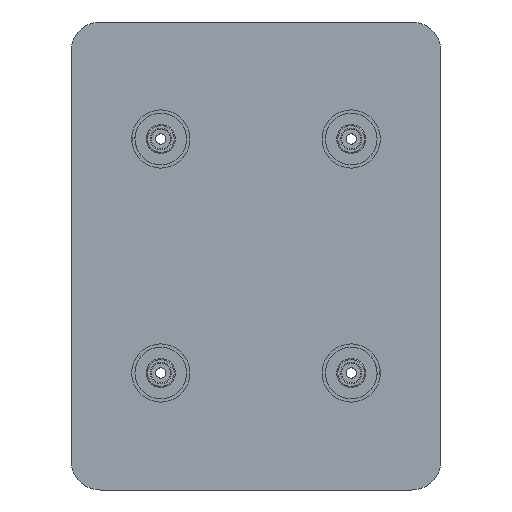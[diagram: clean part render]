
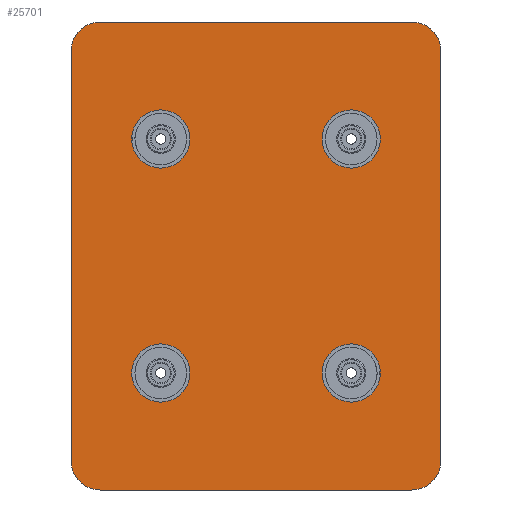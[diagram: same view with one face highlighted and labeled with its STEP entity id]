
A CAD part, left-side view. The second image highlights one B-rep face of the part: STEP entity #25701.
In plain terms, the highlighted planar face has unit normal (-1, 0, 0).
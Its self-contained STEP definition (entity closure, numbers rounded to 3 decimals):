
#231 = EDGE_CURVE ( 'NONE', #29737, #38807, #30700, .T. ) ;
#289 = CARTESIAN_POINT ( 'NONE',  ( -97.85, -28.6, -49.8 ) ) ;
#307 = LINE ( 'NONE', #34397, #27166 ) ;
#415 = DIRECTION ( 'NONE',  ( -1., 0., 0. ) ) ;
#734 = CARTESIAN_POINT ( 'NONE',  ( -97.85, 24.1, -54.3 ) ) ;
#1200 = AXIS2_PLACEMENT_3D ( 'NONE', #37305, #30438, #12717 ) ;
#1450 = EDGE_CURVE ( 'NONE', #5966, #34392, #21337, .T. ) ;
#1925 = EDGE_CURVE ( 'NONE', #28178, #32759, #21850, .T. ) ;
#1988 = DIRECTION ( 'NONE',  ( 0., 0., 1. ) ) ;
#2296 = CIRCLE ( 'NONE', #35005, 4.5 ) ;
#2363 = DIRECTION ( 'NONE',  ( 0., 0., 1. ) ) ;
#2559 = DIRECTION ( 'NONE',  ( -1., 0., 0. ) ) ;
#2756 = CARTESIAN_POINT ( 'NONE',  ( -97.85, -14.73, -40.7 ) ) ;
#3162 = EDGE_CURVE ( 'NONE', #35399, #3331, #32716, .T. ) ;
#3331 = VERTEX_POINT ( 'NONE', #17511 ) ;
#3565 = AXIS2_PLACEMENT_3D ( 'NONE', #25978, #19415, #43834 ) ;
#3876 = EDGE_CURVE ( 'NONE', #8021, #33918, #32625, .T. ) ;
#3957 = ORIENTED_EDGE ( 'NONE', *, *, #27600, .T. ) ;
#4470 = EDGE_CURVE ( 'NONE', #34688, #11415, #28239, .T. ) ;
#4677 = EDGE_LOOP ( 'NONE', ( #40870, #42085 ) ) ;
#4770 = AXIS2_PLACEMENT_3D ( 'NONE', #9426, #9724, #41034 ) ;
#4866 = CARTESIAN_POINT ( 'NONE',  ( -97.85, 14.73, 0. ) ) ;
#4941 = CARTESIAN_POINT ( 'NONE',  ( -97.85, 24.1, -49.8 ) ) ;
#5966 = VERTEX_POINT ( 'NONE', #2756 ) ;
#6082 = CARTESIAN_POINT ( 'NONE',  ( -97.85, 24.1, 13.6 ) ) ;
#6414 = LINE ( 'NONE', #32061, #44694 ) ;
#7400 = AXIS2_PLACEMENT_3D ( 'NONE', #4866, #22171, #36066 ) ;
#7676 = EDGE_LOOP ( 'NONE', ( #22912, #3957, #31680, #35776, #34740, #21236, #9803, #15702 ) ) ;
#7831 = CARTESIAN_POINT ( 'NONE',  ( -97.85, -14.73, -31.7 ) ) ;
#8021 = VERTEX_POINT ( 'NONE', #31603 ) ;
#8348 = DIRECTION ( 'NONE',  ( 0., 0., 1. ) ) ;
#8964 = ORIENTED_EDGE ( 'NONE', *, *, #43145, .T. ) ;
#9426 = CARTESIAN_POINT ( 'NONE',  ( -97.85, 14.73, 0. ) ) ;
#9724 = DIRECTION ( 'NONE',  ( 1., 0., 0. ) ) ;
#9803 = ORIENTED_EDGE ( 'NONE', *, *, #38992, .T. ) ;
#10641 = EDGE_CURVE ( 'NONE', #44042, #44648, #307, .T. ) ;
#10814 = CIRCLE ( 'NONE', #25221, 4.5 ) ;
#10850 = AXIS2_PLACEMENT_3D ( 'NONE', #16957, #13141, #37714 ) ;
#10877 = DIRECTION ( 'NONE',  ( 0., 0., 1. ) ) ;
#11108 = DIRECTION ( 'NONE',  ( 0., -1., 0. ) ) ;
#11415 = VERTEX_POINT ( 'NONE', #25022 ) ;
#11916 = LINE ( 'NONE', #32604, #29417 ) ;
#12717 = DIRECTION ( 'NONE',  ( 0., 0., 1. ) ) ;
#12744 = CARTESIAN_POINT ( 'NONE',  ( -97.85, 14.73, -36.2 ) ) ;
#13141 = DIRECTION ( 'NONE',  ( -1., 0., 0. ) ) ;
#13260 = EDGE_CURVE ( 'NONE', #3331, #35399, #15097, .T. ) ;
#14392 = DIRECTION ( 'NONE',  ( -1., 0., 0. ) ) ;
#14498 = EDGE_CURVE ( 'NONE', #15755, #28178, #24850, .T. ) ;
#15097 = CIRCLE ( 'NONE', #7400, 4.5 ) ;
#15221 = DIRECTION ( 'NONE',  ( -1., 0., 0. ) ) ;
#15506 = DIRECTION ( 'NONE',  ( 0., 0., 1. ) ) ;
#15524 = DIRECTION ( 'NONE',  ( 1., 0., 0. ) ) ;
#15583 = VECTOR ( 'NONE', #30976, 1000. ) ;
#15702 = ORIENTED_EDGE ( 'NONE', *, *, #231, .T. ) ;
#15755 = VERTEX_POINT ( 'NONE', #734 ) ;
#15843 = EDGE_CURVE ( 'NONE', #33918, #8021, #42774, .T. ) ;
#16173 = PLANE ( 'NONE',  #23419 ) ;
#16935 = CARTESIAN_POINT ( 'NONE',  ( -97.85, 28.6, -54.3 ) ) ;
#16957 = CARTESIAN_POINT ( 'NONE',  ( -97.85, -24.1, 13.6 ) ) ;
#17511 = CARTESIAN_POINT ( 'NONE',  ( -97.85, 14.73, -4.5 ) ) ;
#18587 = AXIS2_PLACEMENT_3D ( 'NONE', #34874, #42342, #10877 ) ;
#19208 = AXIS2_PLACEMENT_3D ( 'NONE', #35127, #415, #38659 ) ;
#19415 = DIRECTION ( 'NONE',  ( -1., 0., 0. ) ) ;
#19605 = ORIENTED_EDGE ( 'NONE', *, *, #3162, .T. ) ;
#20455 = CIRCLE ( 'NONE', #26836, 4.5 ) ;
#20461 = CARTESIAN_POINT ( 'NONE',  ( -97.85, -14.73, -4.5 ) ) ;
#20569 = EDGE_LOOP ( 'NONE', ( #36517, #31901 ) ) ;
#21236 = ORIENTED_EDGE ( 'NONE', *, *, #1925, .T. ) ;
#21337 = CIRCLE ( 'NONE', #1200, 4.5 ) ;
#21850 = CIRCLE ( 'NONE', #3565, 4.5 ) ;
#21936 = EDGE_CURVE ( 'NONE', #44648, #15755, #20455, .T. ) ;
#22171 = DIRECTION ( 'NONE',  ( 1., 0., 0. ) ) ;
#22454 = FACE_BOUND ( 'NONE', #4677, .T. ) ;
#22793 = CARTESIAN_POINT ( 'NONE',  ( -97.85, 14.73, -31.7 ) ) ;
#22912 = ORIENTED_EDGE ( 'NONE', *, *, #33617, .F. ) ;
#22985 = FACE_BOUND ( 'NONE', #20569, .T. ) ;
#23151 = CARTESIAN_POINT ( 'NONE',  ( -97.85, 28.6, -49.8 ) ) ;
#23225 = EDGE_LOOP ( 'NONE', ( #44213, #8964 ) ) ;
#23419 = AXIS2_PLACEMENT_3D ( 'NONE', #36784, #33413, #2363 ) ;
#24850 = LINE ( 'NONE', #16935, #15583 ) ;
#24901 = CARTESIAN_POINT ( 'NONE',  ( -97.85, -14.73, 0. ) ) ;
#25022 = CARTESIAN_POINT ( 'NONE',  ( -97.85, 14.73, -40.7 ) ) ;
#25159 = FACE_BOUND ( 'NONE', #29679, .T. ) ;
#25221 = AXIS2_PLACEMENT_3D ( 'NONE', #6082, #2559, #34044 ) ;
#25701 = ADVANCED_FACE ( 'NONE', ( #44845, #25159, #22454, #34466, #22985 ), #16173, .T. ) ;
#25978 = CARTESIAN_POINT ( 'NONE',  ( -97.85, -24.1, -49.8 ) ) ;
#26509 = AXIS2_PLACEMENT_3D ( 'NONE', #24901, #14392, #42317 ) ;
#26836 = AXIS2_PLACEMENT_3D ( 'NONE', #4941, #15221, #43301 ) ;
#27072 = DIRECTION ( 'NONE',  ( 0., 0., -1. ) ) ;
#27166 = VECTOR ( 'NONE', #27072, 1000. ) ;
#27600 = EDGE_CURVE ( 'NONE', #31521, #44042, #10814, .T. ) ;
#28178 = VERTEX_POINT ( 'NONE', #44699 ) ;
#28239 = CIRCLE ( 'NONE', #18587, 4.5 ) ;
#29020 = EDGE_CURVE ( 'NONE', #11415, #34688, #38412, .T. ) ;
#29417 = VECTOR ( 'NONE', #15506, 1000. ) ;
#29679 = EDGE_LOOP ( 'NONE', ( #19605, #30800 ) ) ;
#29737 = VERTEX_POINT ( 'NONE', #40179 ) ;
#30310 = DIRECTION ( 'NONE',  ( -1., 0., 0. ) ) ;
#30438 = DIRECTION ( 'NONE',  ( 1., 0., 0. ) ) ;
#30700 = CIRCLE ( 'NONE', #10850, 4.5 ) ;
#30800 = ORIENTED_EDGE ( 'NONE', *, *, #13260, .T. ) ;
#30976 = DIRECTION ( 'NONE',  ( 0., -1., 0. ) ) ;
#31521 = VERTEX_POINT ( 'NONE', #41905 ) ;
#31603 = CARTESIAN_POINT ( 'NONE',  ( -97.85, -14.73, 4.5 ) ) ;
#31680 = ORIENTED_EDGE ( 'NONE', *, *, #10641, .T. ) ;
#31901 = ORIENTED_EDGE ( 'NONE', *, *, #3876, .F. ) ;
#32061 = CARTESIAN_POINT ( 'NONE',  ( -97.85, 28.6, 18.1 ) ) ;
#32604 = CARTESIAN_POINT ( 'NONE',  ( -97.85, -28.6, -36.2 ) ) ;
#32625 = CIRCLE ( 'NONE', #19208, 4.5 ) ;
#32716 = CIRCLE ( 'NONE', #4770, 4.5 ) ;
#32759 = VERTEX_POINT ( 'NONE', #289 ) ;
#32923 = CARTESIAN_POINT ( 'NONE',  ( -97.85, -14.73, -36.2 ) ) ;
#33413 = DIRECTION ( 'NONE',  ( -1., 0., 0. ) ) ;
#33617 = EDGE_CURVE ( 'NONE', #31521, #38807, #6414, .T. ) ;
#33918 = VERTEX_POINT ( 'NONE', #20461 ) ;
#34044 = DIRECTION ( 'NONE',  ( 0., 0., 1. ) ) ;
#34392 = VERTEX_POINT ( 'NONE', #7831 ) ;
#34397 = CARTESIAN_POINT ( 'NONE',  ( -97.85, 28.6, 0. ) ) ;
#34466 = FACE_BOUND ( 'NONE', #23225, .T. ) ;
#34688 = VERTEX_POINT ( 'NONE', #22793 ) ;
#34740 = ORIENTED_EDGE ( 'NONE', *, *, #14498, .T. ) ;
#34874 = CARTESIAN_POINT ( 'NONE',  ( -97.85, 14.73, -36.2 ) ) ;
#35005 = AXIS2_PLACEMENT_3D ( 'NONE', #32923, #15524, #8348 ) ;
#35127 = CARTESIAN_POINT ( 'NONE',  ( -97.85, -14.73, 0. ) ) ;
#35399 = VERTEX_POINT ( 'NONE', #39383 ) ;
#35776 = ORIENTED_EDGE ( 'NONE', *, *, #21936, .T. ) ;
#36066 = DIRECTION ( 'NONE',  ( 0., 0., -1. ) ) ;
#36517 = ORIENTED_EDGE ( 'NONE', *, *, #15843, .F. ) ;
#36784 = CARTESIAN_POINT ( 'NONE',  ( -97.85, 28.6, 0. ) ) ;
#37305 = CARTESIAN_POINT ( 'NONE',  ( -97.85, -14.73, -36.2 ) ) ;
#37714 = DIRECTION ( 'NONE',  ( 0., 0., 1. ) ) ;
#38412 = CIRCLE ( 'NONE', #43684, 4.5 ) ;
#38659 = DIRECTION ( 'NONE',  ( 0., 0., -1. ) ) ;
#38807 = VERTEX_POINT ( 'NONE', #42375 ) ;
#38992 = EDGE_CURVE ( 'NONE', #32759, #29737, #11916, .T. ) ;
#39383 = CARTESIAN_POINT ( 'NONE',  ( -97.85, 14.73, 4.5 ) ) ;
#40179 = CARTESIAN_POINT ( 'NONE',  ( -97.85, -28.6, 13.6 ) ) ;
#40870 = ORIENTED_EDGE ( 'NONE', *, *, #4470, .F. ) ;
#41034 = DIRECTION ( 'NONE',  ( 0., 0., -1. ) ) ;
#41905 = CARTESIAN_POINT ( 'NONE',  ( -97.85, 24.1, 18.1 ) ) ;
#42085 = ORIENTED_EDGE ( 'NONE', *, *, #29020, .F. ) ;
#42317 = DIRECTION ( 'NONE',  ( 0., 0., -1. ) ) ;
#42342 = DIRECTION ( 'NONE',  ( -1., 0., 0. ) ) ;
#42375 = CARTESIAN_POINT ( 'NONE',  ( -97.85, -24.1, 18.1 ) ) ;
#42774 = CIRCLE ( 'NONE', #26509, 4.5 ) ;
#43145 = EDGE_CURVE ( 'NONE', #34392, #5966, #2296, .T. ) ;
#43244 = CARTESIAN_POINT ( 'NONE',  ( -97.85, 28.6, 13.6 ) ) ;
#43301 = DIRECTION ( 'NONE',  ( 0., 0., -1. ) ) ;
#43684 = AXIS2_PLACEMENT_3D ( 'NONE', #12744, #30310, #1988 ) ;
#43834 = DIRECTION ( 'NONE',  ( 0., 0., -1. ) ) ;
#44042 = VERTEX_POINT ( 'NONE', #43244 ) ;
#44213 = ORIENTED_EDGE ( 'NONE', *, *, #1450, .T. ) ;
#44648 = VERTEX_POINT ( 'NONE', #23151 ) ;
#44694 = VECTOR ( 'NONE', #11108, 1000. ) ;
#44699 = CARTESIAN_POINT ( 'NONE',  ( -97.85, -24.1, -54.3 ) ) ;
#44845 = FACE_OUTER_BOUND ( 'NONE', #7676, .T. ) ;
